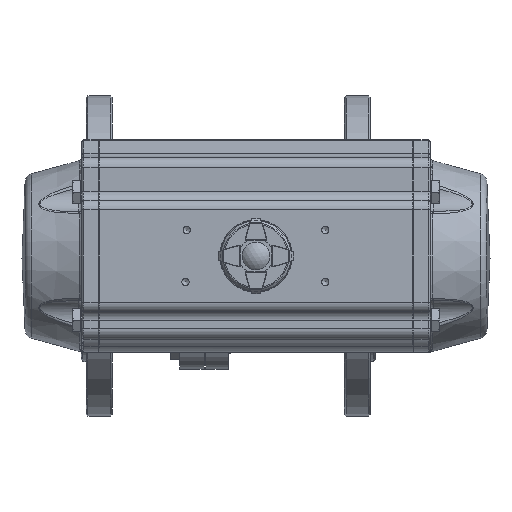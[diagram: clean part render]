
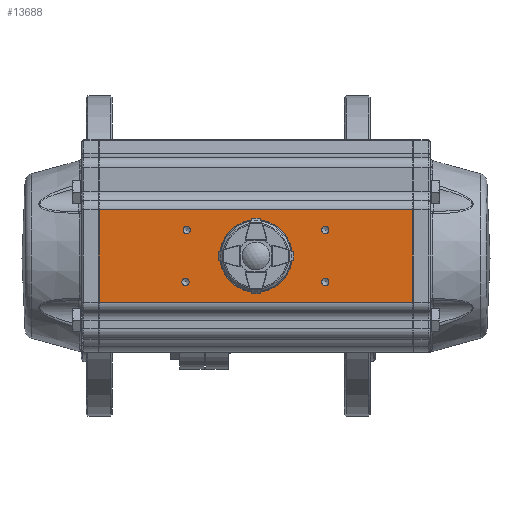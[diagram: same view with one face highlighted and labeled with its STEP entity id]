
A CAD part, left-side view. The second image highlights one B-rep face of the part: STEP entity #13688.
In plain terms, the highlighted face is planar.
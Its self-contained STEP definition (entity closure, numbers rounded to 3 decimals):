
#1611=LINE('',#28136,#2412);
#1613=LINE('',#28147,#2414);
#1698=LINE('',#28379,#2499);
#1699=LINE('',#28380,#2500);
#2412=VECTOR('',#19555,1000.);
#2414=VECTOR('',#19565,1000.);
#2499=VECTOR('',#19774,1000.);
#2500=VECTOR('',#19775,1000.);
#5571=ORIENTED_EDGE('',*,*,#7905,.T.);
#5572=ORIENTED_EDGE('',*,*,#8015,.T.);
#5573=ORIENTED_EDGE('',*,*,#7900,.F.);
#5574=ORIENTED_EDGE('',*,*,#8016,.T.);
#5575=ORIENTED_EDGE('',*,*,#7795,.F.);
#5576=ORIENTED_EDGE('',*,*,#7793,.F.);
#5577=ORIENTED_EDGE('',*,*,#7791,.F.);
#5578=ORIENTED_EDGE('',*,*,#7789,.F.);
#5579=ORIENTED_EDGE('',*,*,#7815,.T.);
#7789=EDGE_CURVE('',#9292,#9292,#10249,.T.);
#7791=EDGE_CURVE('',#9295,#9295,#10251,.T.);
#7793=EDGE_CURVE('',#9298,#9298,#10253,.T.);
#7795=EDGE_CURVE('',#9301,#9301,#10255,.T.);
#7815=EDGE_CURVE('',#9329,#9329,#10275,.T.);
#7900=EDGE_CURVE('',#9408,#9409,#1611,.T.);
#7905=EDGE_CURVE('',#9413,#9412,#1613,.T.);
#8015=EDGE_CURVE('',#9412,#9409,#1698,.T.);
#8016=EDGE_CURVE('',#9408,#9413,#1699,.T.);
#9292=VERTEX_POINT('',#27875);
#9295=VERTEX_POINT('',#27882);
#9298=VERTEX_POINT('',#27889);
#9301=VERTEX_POINT('',#27896);
#9329=VERTEX_POINT('',#27962);
#9408=VERTEX_POINT('',#28137);
#9409=VERTEX_POINT('',#28138);
#9412=VERTEX_POINT('',#28146);
#9413=VERTEX_POINT('',#28148);
#10249=CIRCLE('',#16058,2.1);
#10251=CIRCLE('',#16062,2.1);
#10253=CIRCLE('',#16066,2.1);
#10255=CIRCLE('',#16070,2.1);
#10275=CIRCLE('',#16108,18.3);
#11388=EDGE_LOOP('',(#5571,#5572,#5573,#5574));
#11389=EDGE_LOOP('',(#5575));
#11390=EDGE_LOOP('',(#5576));
#11391=EDGE_LOOP('',(#5577));
#11392=EDGE_LOOP('',(#5578));
#11393=EDGE_LOOP('',(#5579));
#12528=FACE_BOUND('',#11388,.T.);
#12529=FACE_BOUND('',#11389,.T.);
#12530=FACE_BOUND('',#11390,.T.);
#12531=FACE_BOUND('',#11391,.T.);
#12532=FACE_BOUND('',#11392,.T.);
#12533=FACE_BOUND('',#11393,.T.);
#12974=PLANE('',#16227);
#13688=ADVANCED_FACE('',(#12528,#12529,#12530,#12531,#12532,#12533),#12974,
 .F.);
#16058=AXIS2_PLACEMENT_3D('',#27874,#19305,#19306);
#16062=AXIS2_PLACEMENT_3D('',#27881,#19313,#19314);
#16066=AXIS2_PLACEMENT_3D('',#27888,#19321,#19322);
#16070=AXIS2_PLACEMENT_3D('',#27895,#19329,#19330);
#16108=AXIS2_PLACEMENT_3D('',#27961,#19405,#19406);
#16227=AXIS2_PLACEMENT_3D('',#28378,#19772,#19773);
#19305=DIRECTION('',(0.,1.,0.));
#19306=DIRECTION('',(0.,0.,1.));
#19313=DIRECTION('',(0.,1.,0.));
#19314=DIRECTION('',(0.,0.,1.));
#19321=DIRECTION('',(0.,1.,0.));
#19322=DIRECTION('',(0.,0.,1.));
#19329=DIRECTION('',(0.,1.,0.));
#19330=DIRECTION('',(0.,0.,1.));
#19405=DIRECTION('',(0.,-1.,0.));
#19406=DIRECTION('',(0.,0.,1.));
#19555=DIRECTION('',(0.,0.,-1.));
#19565=DIRECTION('',(0.,0.,-1.));
#19772=DIRECTION('',(0.,-1.,0.));
#19773=DIRECTION('',(0.,0.,-1.));
#19774=DIRECTION('',(-1.,0.,0.));
#19775=DIRECTION('',(1.,0.,0.));
#27874=CARTESIAN_POINT('',(15.,64.,40.729));
#27875=CARTESIAN_POINT('',(15.,64.,42.829));
#27881=CARTESIAN_POINT('',(-15.,64.,40.));
#27882=CARTESIAN_POINT('',(-15.,64.,42.1));
#27888=CARTESIAN_POINT('',(15.,64.,-40.));
#27889=CARTESIAN_POINT('',(15.,64.,-37.9));
#27895=CARTESIAN_POINT('',(-15.,64.,-40.));
#27896=CARTESIAN_POINT('',(-15.,64.,-37.9));
#27961=CARTESIAN_POINT('',(0.,64.,0.));
#27962=CARTESIAN_POINT('',(0.,64.,18.3));
#28136=CARTESIAN_POINT('',(-26.647,64.,91.));
#28137=CARTESIAN_POINT('',(-26.647,64.,90.5));
#28138=CARTESIAN_POINT('',(-26.647,64.,-90.5));
#28146=CARTESIAN_POINT('',(26.647,64.,-90.5));
#28147=CARTESIAN_POINT('',(26.647,64.,91.));
#28148=CARTESIAN_POINT('',(26.647,64.,90.5));
#28378=CARTESIAN_POINT('',(26.647,64.,91.));
#28379=CARTESIAN_POINT('',(26.647,64.,-90.5));
#28380=CARTESIAN_POINT('',(26.647,64.,90.5));
